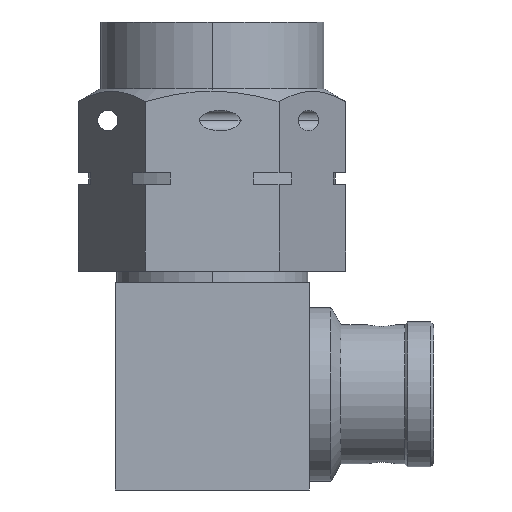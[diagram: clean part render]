
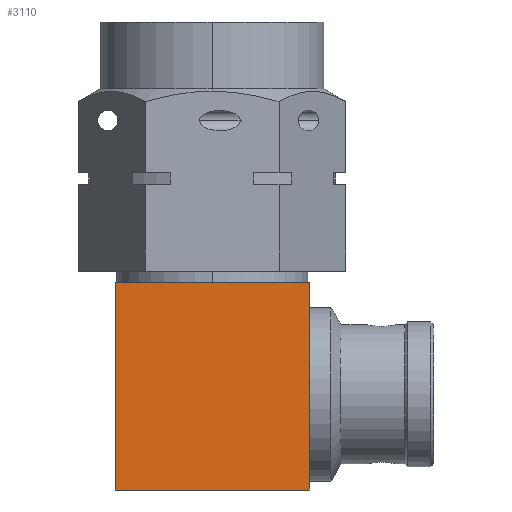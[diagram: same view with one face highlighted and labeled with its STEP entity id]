
A CAD part, left-side view. The second image highlights one B-rep face of the part: STEP entity #3110.
In plain terms, the highlighted planar face has unit normal (-1, 0, 0).
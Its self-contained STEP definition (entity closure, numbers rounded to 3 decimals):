
#5 = CARTESIAN_POINT ( 'NONE',  ( -3.35, 3.35, -13.5 ) ) ;
#20 = FACE_OUTER_BOUND ( 'NONE', #81, .T. ) ;
#81 = EDGE_LOOP ( 'NONE', ( #218, #739, #3235, #3319 ) ) ;
#181 = DIRECTION ( 'NONE',  ( 0., 0., 1. ) ) ;
#218 = ORIENTED_EDGE ( 'NONE', *, *, #1675, .T. ) ;
#231 = VECTOR ( 'NONE', #1882, 1000. ) ;
#263 = DIRECTION ( 'NONE',  ( 0., 0., 1. ) ) ;
#326 = DIRECTION ( 'NONE',  ( 0., -1., 0. ) ) ;
#707 = PLANE ( 'NONE',  #848 ) ;
#727 = DIRECTION ( 'NONE',  ( -1., 0., 0. ) ) ;
#737 = CARTESIAN_POINT ( 'NONE',  ( -3.35, -3.35, -13.5 ) ) ;
#739 = ORIENTED_EDGE ( 'NONE', *, *, #1745, .T. ) ;
#848 = AXIS2_PLACEMENT_3D ( 'NONE', #1777, #727, #181 ) ;
#906 = LINE ( 'NONE', #5, #2742 ) ;
#1052 = CARTESIAN_POINT ( 'NONE',  ( -3.35, -3.35, -6.35 ) ) ;
#1079 = CARTESIAN_POINT ( 'NONE',  ( -3.35, -3.35, -13.5 ) ) ;
#1257 = VECTOR ( 'NONE', #2045, 1000. ) ;
#1664 = LINE ( 'NONE', #2886, #231 ) ;
#1675 = EDGE_CURVE ( 'NONE', #3270, #1993, #1969, .T. ) ;
#1745 = EDGE_CURVE ( 'NONE', #1993, #2533, #1664, .T. ) ;
#1777 = CARTESIAN_POINT ( 'NONE',  ( -3.35, -3.35, -13.5 ) ) ;
#1882 = DIRECTION ( 'NONE',  ( 0., 1., 0. ) ) ;
#1948 = CARTESIAN_POINT ( 'NONE',  ( -3.35, -3.35, -13.5 ) ) ;
#1969 = LINE ( 'NONE', #737, #1257 ) ;
#1993 = VERTEX_POINT ( 'NONE', #1052 ) ;
#2029 = CARTESIAN_POINT ( 'NONE',  ( -3.35, 3.35, -6.35 ) ) ;
#2045 = DIRECTION ( 'NONE',  ( 0., 0., 1. ) ) ;
#2135 = LINE ( 'NONE', #1948, #2513 ) ;
#2513 = VECTOR ( 'NONE', #326, 1000. ) ;
#2533 = VERTEX_POINT ( 'NONE', #2029 ) ;
#2737 = EDGE_CURVE ( 'NONE', #3378, #2533, #906, .T. ) ;
#2742 = VECTOR ( 'NONE', #263, 1000. ) ;
#2886 = CARTESIAN_POINT ( 'NONE',  ( -3.35, -3.35, -6.35 ) ) ;
#2895 = EDGE_CURVE ( 'NONE', #3378, #3270, #2135, .T. ) ;
#3110 = ADVANCED_FACE ( 'NONE', ( #20 ), #707, .T. ) ;
#3235 = ORIENTED_EDGE ( 'NONE', *, *, #2737, .F. ) ;
#3270 = VERTEX_POINT ( 'NONE', #1079 ) ;
#3275 = CARTESIAN_POINT ( 'NONE',  ( -3.35, 3.35, -13.5 ) ) ;
#3319 = ORIENTED_EDGE ( 'NONE', *, *, #2895, .T. ) ;
#3378 = VERTEX_POINT ( 'NONE', #3275 ) ;
